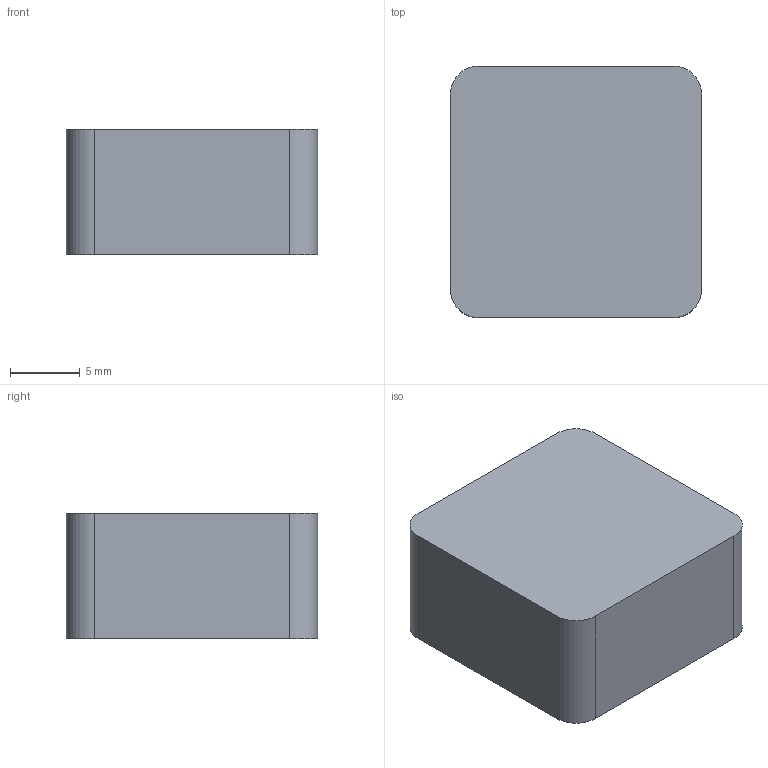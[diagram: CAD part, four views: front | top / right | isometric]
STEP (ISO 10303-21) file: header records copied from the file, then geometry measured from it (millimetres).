
FILE_DESCRIPTION(('FreeCAD Model'),'2;1');
FILE_NAME('Open CASCADE Shape Model','2023-12-15T23:17:41',(''),(''), 'Open CASCADE STEP processor 7.6','FreeCAD','Unknown');
FILE_SCHEMA(('AUTOMOTIVE_DESIGN { 1 0 10303 214 1 1 1 1 }'));
Length unit declared in the file: millimetre
Products named in the file (1): Chamfer
Bounding box: 18 x 18 x 9 mm (x, y, z)
Volume: 1835.8 mm3; surface area: 1697.9 mm2
Topology: 1 solids, 1 shells, 90 faces, 233 edges, 151 vertices
Faces by surface type: plane 44, cylinder 38, cone 4, torus 2, bspline 2
Entity records: 2877 total; most frequent: CARTESIAN_POINT 605, DIRECTION 485, ORIENTED_EDGE 466, EDGE_CURVE 233, AXIS2_PLACEMENT_3D 171, VERTEX_POINT 151, LINE 143, VECTOR 143
